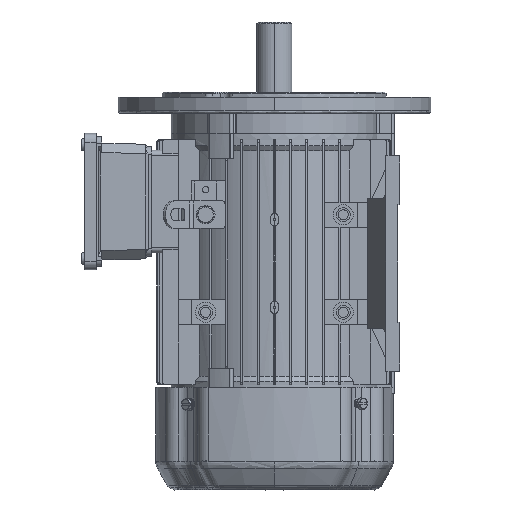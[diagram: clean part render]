
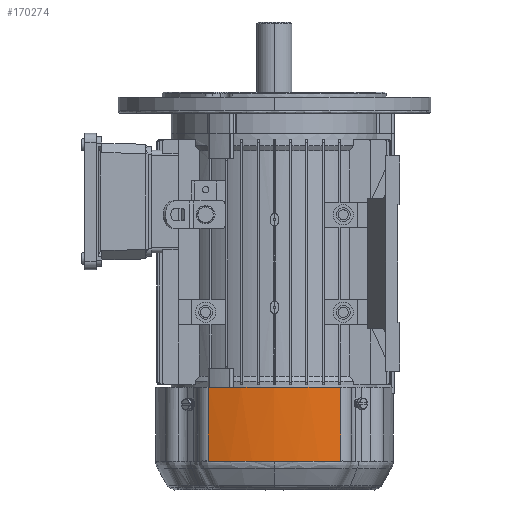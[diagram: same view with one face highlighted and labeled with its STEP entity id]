
A CAD part, left-side view. The second image highlights one B-rep face of the part: STEP entity #170274.
In plain terms, the highlighted cylindrical face has radius 178 mm (diameter 356 mm), a partial arc.
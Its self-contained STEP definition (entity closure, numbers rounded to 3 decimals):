
#562 = ORIENTED_EDGE ( 'NONE', *, *, #71757, .T. ) ;
#1930 = B_SPLINE_CURVE_WITH_KNOTS ( 'NONE', 3,
 ( #174133, #126768, #49083, #82399, #33940, #109646, #79403, #124762, #63241, #50102, #96534, #187279, #35953, #143894, #97540, #171110, #159011, #5667, #190298 ),
 .UNSPECIFIED., .F., .F.,
 ( 4, 1, 1, 1, 1, 1, 1, 1, 1, 1, 1, 1, 1, 1, 1, 1, 4 ),
 ( 0., 0.184, 0.368, 0.552, 0.644, 0.737, 0.829, 0.875, 0.898, 0.921, 0.926, 0.932, 0.944, 0.967, 0.99, 0.995, 1. ),
 .UNSPECIFIED. ) ;
#5667 = CARTESIAN_POINT ( 'NONE',  ( -86.953, 52.917, -54.102 ) ) ;
#6045 = AXIS2_PLACEMENT_3D ( 'NONE', #116680, #177147, #86416 ) ;
#7734 = ORIENTED_EDGE ( 'NONE', *, *, #181477, .F. ) ;
#11498 = CARTESIAN_POINT ( 'NONE',  ( -95., 0., -54.102 ) ) ;
#13600 = CARTESIAN_POINT ( 'NONE',  ( 83., 0., -65. ) ) ;
#27902 = VECTOR ( 'NONE', #152981, 1000. ) ;
#33940 = CARTESIAN_POINT ( 'NONE',  ( -92.844, 27.966, -54.102 ) ) ;
#35953 = CARTESIAN_POINT ( 'NONE',  ( -87.95, 49.599, -54.102 ) ) ;
#49083 = CARTESIAN_POINT ( 'NONE',  ( -94.816, 9.908, -54.102 ) ) ;
#50102 = CARTESIAN_POINT ( 'NONE',  ( -88.488, 47.713, -54.102 ) ) ;
#52120 = CARTESIAN_POINT ( 'NONE',  ( -95., 0., -54.102 ) ) ;
#59023 = FACE_OUTER_BOUND ( 'NONE', #139741, .T. ) ;
#59221 = LINE ( 'NONE', #76351, #27902 ) ;
#60173 = EDGE_CURVE ( 'NONE', #149092, #135419, #1930, .T. ) ;
#61273 = VERTEX_POINT ( 'NONE', #150292 ) ;
#63241 = CARTESIAN_POINT ( 'NONE',  ( -88.925, 46.12, -54.102 ) ) ;
#67987 = ORIENTED_EDGE ( 'NONE', *, *, #138812, .T. ) ;
#71757 = EDGE_CURVE ( 'NONE', #95897, #168305, #121947, .T. ) ;
#73057 = CARTESIAN_POINT ( 'NONE',  ( -95., -8.968, -54.102 ) ) ;
#76351 = CARTESIAN_POINT ( 'NONE',  ( -86.928, 52.994, -65. ) ) ;
#79403 = CARTESIAN_POINT ( 'NONE',  ( -90.628, 39.312, -54.102 ) ) ;
#79985 = B_SPLINE_CURVE_WITH_KNOTS ( 'NONE', 3,
 ( #11498, #73057, #196103, #91169, #166780, #104342 ),
 .UNSPECIFIED., .F., .F.,
 ( 4, 2, 4 ),
 ( 0., 0.5, 1. ),
 .UNSPECIFIED. ) ;
#82399 = CARTESIAN_POINT ( 'NONE',  ( -93.989, 19.786, -54.102 ) ) ;
#86416 = DIRECTION ( 'NONE',  ( 1., 0., 0. ) ) ;
#91169 = CARTESIAN_POINT ( 'NONE',  ( -91.62, -35.669, -54.102 ) ) ;
#95897 = VERTEX_POINT ( 'NONE', #159614 ) ;
#96534 = CARTESIAN_POINT ( 'NONE',  ( -88.236, 48.607, -54.102 ) ) ;
#97540 = CARTESIAN_POINT ( 'NONE',  ( -87.454, 51.282, -54.102 ) ) ;
#104342 = CARTESIAN_POINT ( 'NONE',  ( -86.928, -52.994, -54.102 ) ) ;
#109646 = CARTESIAN_POINT ( 'NONE',  ( -91.655, 34.465, -54.102 ) ) ;
#116680 = CARTESIAN_POINT ( 'NONE',  ( 83., 0., 5. ) ) ;
#120576 = DIRECTION ( 'NONE',  ( 0., 0., 1. ) ) ;
#121947 = CIRCLE ( 'NONE', #6045, 178. ) ;
#123085 = CARTESIAN_POINT ( 'NONE',  ( -86.928, -52.994, -65. ) ) ;
#124092 = DIRECTION ( 'NONE',  ( 0., 0., 1. ) ) ;
#124762 = CARTESIAN_POINT ( 'NONE',  ( -89.661, 43.326, -54.102 ) ) ;
#125987 = CARTESIAN_POINT ( 'NONE',  ( -86.928, 52.994, 5. ) ) ;
#126768 = CARTESIAN_POINT ( 'NONE',  ( -95., 3.303, -54.102 ) ) ;
#131510 = CARTESIAN_POINT ( 'NONE',  ( -86.928, 52.994, -54.102 ) ) ;
#135419 = VERTEX_POINT ( 'NONE', #131510 ) ;
#138812 = EDGE_CURVE ( 'NONE', #61273, #95897, #150365, .T. ) ;
#139741 = EDGE_LOOP ( 'NONE', ( #146796, #67987, #562, #7734, #188838 ) ) ;
#143894 = CARTESIAN_POINT ( 'NONE',  ( -87.748, 50.292, -54.102 ) ) ;
#146796 = ORIENTED_EDGE ( 'NONE', *, *, #190007, .T. ) ;
#149092 = VERTEX_POINT ( 'NONE', #52120 ) ;
#150292 = CARTESIAN_POINT ( 'NONE',  ( -86.928, -52.994, -54.102 ) ) ;
#150365 = LINE ( 'NONE', #123085, #152156 ) ;
#152156 = VECTOR ( 'NONE', #124092, 1000. ) ;
#152981 = DIRECTION ( 'NONE',  ( 0., 0., 1. ) ) ;
#159011 = CARTESIAN_POINT ( 'NONE',  ( -87.007, 52.741, -54.102 ) ) ;
#159614 = CARTESIAN_POINT ( 'NONE',  ( -86.928, -52.994, 5. ) ) ;
#163113 = AXIS2_PLACEMENT_3D ( 'NONE', #13600, #120576, #165943 ) ;
#165943 = DIRECTION ( 'NONE',  ( 1., 0., 0. ) ) ;
#166780 = CARTESIAN_POINT ( 'NONE',  ( -89.598, -44.433, -54.102 ) ) ;
#168305 = VERTEX_POINT ( 'NONE', #125987 ) ;
#170274 = ADVANCED_FACE ( 'NONE', ( #59023 ), #182054, .T. ) ;
#171110 = CARTESIAN_POINT ( 'NONE',  ( -87.184, 52.171, -54.102 ) ) ;
#174133 = CARTESIAN_POINT ( 'NONE',  ( -95., 0., -54.102 ) ) ;
#177147 = DIRECTION ( 'NONE',  ( 0., 0., -1. ) ) ;
#181477 = EDGE_CURVE ( 'NONE', #135419, #168305, #59221, .T. ) ;
#182054 = CYLINDRICAL_SURFACE ( 'NONE', #163113, 178. ) ;
#187279 = CARTESIAN_POINT ( 'NONE',  ( -88.065, 49.202, -54.102 ) ) ;
#188838 = ORIENTED_EDGE ( 'NONE', *, *, #60173, .F. ) ;
#190007 = EDGE_CURVE ( 'NONE', #149092, #61273, #79985, .T. ) ;
#190298 = CARTESIAN_POINT ( 'NONE',  ( -86.928, 52.994, -54.102 ) ) ;
#196103 = CARTESIAN_POINT ( 'NONE',  ( -94.321, -17.937, -54.102 ) ) ;
